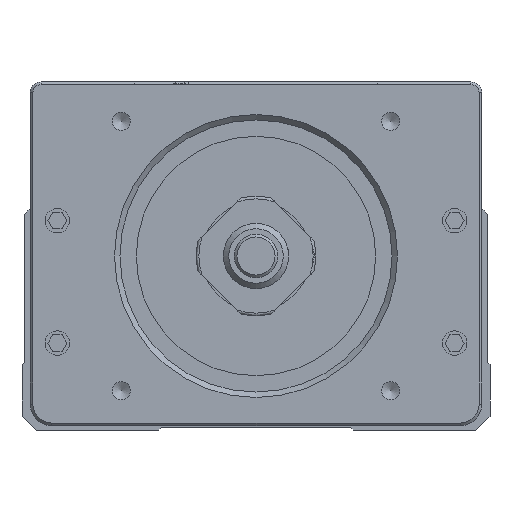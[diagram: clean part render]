
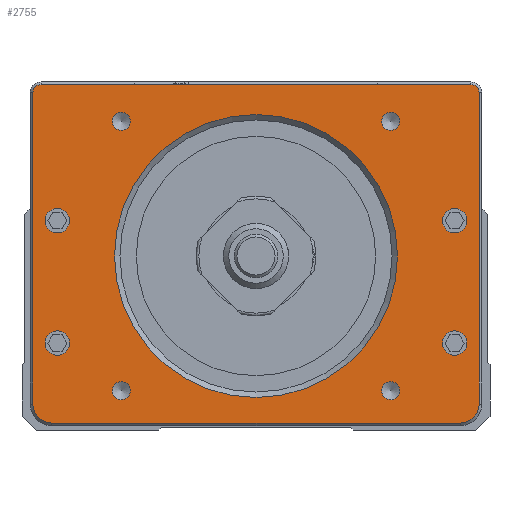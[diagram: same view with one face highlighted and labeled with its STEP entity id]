
A CAD part, front view. The second image highlights one B-rep face of the part: STEP entity #2755.
In plain terms, the highlighted planar face has unit normal (0, -1, 0).
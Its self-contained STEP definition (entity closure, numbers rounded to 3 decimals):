
#658=PLANE('',#26019);
#2755=ADVANCED_FACE('',(#9569,#9570,#9571,#9572,#9573,#9574,#9575,#9576,
#9577,#9578),#658,.F.);
#4746=LINE('',#36155,#7261);
#4747=LINE('',#36160,#7262);
#4748=LINE('',#36164,#7263);
#4749=LINE('',#36168,#7264);
#7261=VECTOR('',#28698,1.);
#7262=VECTOR('',#28701,1.);
#7263=VECTOR('',#28704,1.);
#7264=VECTOR('',#28707,1.);
#9569=FACE_BOUND('',#10349,.T.);
#9570=FACE_BOUND('',#10350,.T.);
#9571=FACE_BOUND('',#10351,.T.);
#9572=FACE_BOUND('',#10352,.T.);
#9573=FACE_BOUND('',#10353,.T.);
#9574=FACE_BOUND('',#10354,.T.);
#9575=FACE_BOUND('',#10355,.T.);
#9576=FACE_BOUND('',#10356,.T.);
#9577=FACE_BOUND('',#10357,.T.);
#9578=FACE_BOUND('',#10358,.T.);
#10349=EDGE_LOOP('',(#12603));
#10350=EDGE_LOOP('',(#12604));
#10351=EDGE_LOOP('',(#12605));
#10352=EDGE_LOOP('',(#12606));
#10353=EDGE_LOOP('',(#12607));
#10354=EDGE_LOOP('',(#12608,#12609,#12610,#12611,#12612,#12613,#12614,#12615));
#10355=EDGE_LOOP('',(#12616));
#10356=EDGE_LOOP('',(#12617));
#10357=EDGE_LOOP('',(#12618));
#10358=EDGE_LOOP('',(#12619));
#12603=ORIENTED_EDGE('',*,*,#21974,.T.);
#12604=ORIENTED_EDGE('',*,*,#21975,.T.);
#12605=ORIENTED_EDGE('',*,*,#21976,.T.);
#12606=ORIENTED_EDGE('',*,*,#21977,.T.);
#12607=ORIENTED_EDGE('',*,*,#21978,.T.);
#12608=ORIENTED_EDGE('',*,*,#21979,.T.);
#12609=ORIENTED_EDGE('',*,*,#21980,.T.);
#12610=ORIENTED_EDGE('',*,*,#21981,.T.);
#12611=ORIENTED_EDGE('',*,*,#21982,.T.);
#12612=ORIENTED_EDGE('',*,*,#21983,.T.);
#12613=ORIENTED_EDGE('',*,*,#21984,.T.);
#12614=ORIENTED_EDGE('',*,*,#21985,.T.);
#12615=ORIENTED_EDGE('',*,*,#21986,.T.);
#12616=ORIENTED_EDGE('',*,*,#21987,.T.);
#12617=ORIENTED_EDGE('',*,*,#21988,.T.);
#12618=ORIENTED_EDGE('',*,*,#21989,.T.);
#12619=ORIENTED_EDGE('',*,*,#21990,.T.);
#19504=VERTEX_POINT('',#36146);
#19505=VERTEX_POINT('',#36148);
#19506=VERTEX_POINT('',#36150);
#19507=VERTEX_POINT('',#36152);
#19508=VERTEX_POINT('',#36154);
#19509=VERTEX_POINT('',#36156);
#19510=VERTEX_POINT('',#36157);
#19511=VERTEX_POINT('',#36159);
#19512=VERTEX_POINT('',#36161);
#19513=VERTEX_POINT('',#36163);
#19514=VERTEX_POINT('',#36165);
#19515=VERTEX_POINT('',#36167);
#19516=VERTEX_POINT('',#36169);
#19517=VERTEX_POINT('',#36172);
#19518=VERTEX_POINT('',#36174);
#19519=VERTEX_POINT('',#36176);
#19520=VERTEX_POINT('',#36178);
#21974=EDGE_CURVE('',#19504,#19504,#25162,.T.);
#21975=EDGE_CURVE('',#19505,#19505,#25163,.T.);
#21976=EDGE_CURVE('',#19506,#19506,#25164,.T.);
#21977=EDGE_CURVE('',#19507,#19507,#25165,.T.);
#21978=EDGE_CURVE('',#19508,#19508,#25166,.T.);
#21979=EDGE_CURVE('',#19509,#19510,#4746,.T.);
#21980=EDGE_CURVE('',#19510,#19511,#25167,.T.);
#21981=EDGE_CURVE('',#19511,#19512,#4747,.T.);
#21982=EDGE_CURVE('',#19512,#19513,#25168,.T.);
#21983=EDGE_CURVE('',#19513,#19514,#4748,.T.);
#21984=EDGE_CURVE('',#19514,#19515,#25169,.T.);
#21985=EDGE_CURVE('',#19515,#19516,#4749,.T.);
#21986=EDGE_CURVE('',#19516,#19509,#25170,.T.);
#21987=EDGE_CURVE('',#19517,#19517,#25171,.T.);
#21988=EDGE_CURVE('',#19518,#19518,#25172,.T.);
#21989=EDGE_CURVE('',#19519,#19519,#25173,.T.);
#21990=EDGE_CURVE('',#19520,#19520,#25174,.T.);
#25162=CIRCLE('',#26006,26.);
#25163=CIRCLE('',#26007,1.65);
#25164=CIRCLE('',#26008,1.65);
#25165=CIRCLE('',#26009,1.65);
#25166=CIRCLE('',#26010,1.65);
#25167=CIRCLE('',#26011,1.5);
#25168=CIRCLE('',#26012,1.5);
#25169=CIRCLE('',#26013,3.5);
#25170=CIRCLE('',#26014,3.5);
#25171=CIRCLE('',#26015,2.25);
#25172=CIRCLE('',#26016,2.25);
#25173=CIRCLE('',#26017,2.25);
#25174=CIRCLE('',#26018,2.25);
#26006=AXIS2_PLACEMENT_3D('',#36145,#28688,#28689);
#26007=AXIS2_PLACEMENT_3D('',#36147,#28690,#28691);
#26008=AXIS2_PLACEMENT_3D('',#36149,#28692,#28693);
#26009=AXIS2_PLACEMENT_3D('',#36151,#28694,#28695);
#26010=AXIS2_PLACEMENT_3D('',#36153,#28696,#28697);
#26011=AXIS2_PLACEMENT_3D('',#36158,#28699,#28700);
#26012=AXIS2_PLACEMENT_3D('',#36162,#28702,#28703);
#26013=AXIS2_PLACEMENT_3D('',#36166,#28705,#28706);
#26014=AXIS2_PLACEMENT_3D('',#36170,#28708,#28709);
#26015=AXIS2_PLACEMENT_3D('',#36171,#28710,#28711);
#26016=AXIS2_PLACEMENT_3D('',#36173,#28712,#28713);
#26017=AXIS2_PLACEMENT_3D('',#36175,#28714,#28715);
#26018=AXIS2_PLACEMENT_3D('',#36177,#28716,#28717);
#26019=AXIS2_PLACEMENT_3D('',#36179,#28718,#28719);
#28688=DIRECTION('',(0.,1.,0.));
#28689=DIRECTION('',(0.,0.,1.));
#28690=DIRECTION('',(0.,1.,0.));
#28691=DIRECTION('',(0.,0.,1.));
#28692=DIRECTION('',(0.,1.,0.));
#28693=DIRECTION('',(0.,0.,1.));
#28694=DIRECTION('',(0.,1.,0.));
#28695=DIRECTION('',(0.,0.,1.));
#28696=DIRECTION('',(0.,1.,0.));
#28697=DIRECTION('',(0.,0.,1.));
#28698=DIRECTION('',(0.,0.,1.));
#28699=DIRECTION('',(0.,-1.,0.));
#28700=DIRECTION('',(0.,0.,1.));
#28701=DIRECTION('',(-1.,0.,0.));
#28702=DIRECTION('',(0.,-1.,0.));
#28703=DIRECTION('',(0.,0.,1.));
#28704=DIRECTION('',(0.,0.,-1.));
#28705=DIRECTION('',(0.,-1.,0.));
#28706=DIRECTION('',(0.,0.,1.));
#28707=DIRECTION('',(1.,0.,0.));
#28708=DIRECTION('',(0.,-1.,0.));
#28709=DIRECTION('',(0.,0.,1.));
#28710=DIRECTION('',(0.,1.,0.));
#28711=DIRECTION('',(0.,0.,1.));
#28712=DIRECTION('',(0.,1.,0.));
#28713=DIRECTION('',(0.,0.,1.));
#28714=DIRECTION('',(0.,1.,0.));
#28715=DIRECTION('',(0.,0.,1.));
#28716=DIRECTION('',(0.,1.,0.));
#28717=DIRECTION('',(0.,0.,1.));
#28718=DIRECTION('',(0.,1.,0.));
#28719=DIRECTION('',(0.,0.,-1.));
#36145=CARTESIAN_POINT('',(0.,-236.633,32.));
#36146=CARTESIAN_POINT('',(0.,-236.633,58.));
#36147=CARTESIAN_POINT('',(-24.749,-236.633,56.749));
#36148=CARTESIAN_POINT('',(-24.749,-236.633,58.399));
#36149=CARTESIAN_POINT('',(-24.749,-236.633,7.251));
#36150=CARTESIAN_POINT('',(-24.749,-236.633,8.901));
#36151=CARTESIAN_POINT('',(24.749,-236.633,7.251));
#36152=CARTESIAN_POINT('',(24.749,-236.633,8.901));
#36153=CARTESIAN_POINT('',(24.749,-236.633,56.749));
#36154=CARTESIAN_POINT('',(24.749,-236.633,58.399));
#36155=CARTESIAN_POINT('',(41.,-236.633,60.));
#36156=CARTESIAN_POINT('',(41.,-236.633,4.8));
#36157=CARTESIAN_POINT('',(41.,-236.633,62.));
#36158=CARTESIAN_POINT('',(39.5,-236.633,62.));
#36159=CARTESIAN_POINT('',(39.5,-236.633,63.5));
#36160=CARTESIAN_POINT('',(39.,-236.633,63.5));
#36161=CARTESIAN_POINT('',(-39.5,-236.633,63.5));
#36162=CARTESIAN_POINT('',(-39.5,-236.633,62.));
#36163=CARTESIAN_POINT('',(-41.,-236.633,62.));
#36164=CARTESIAN_POINT('',(-41.,-236.633,60.));
#36165=CARTESIAN_POINT('',(-41.,-236.633,4.8));
#36166=CARTESIAN_POINT('',(-37.5,-236.633,4.8));
#36167=CARTESIAN_POINT('',(-37.5,-236.633,1.3));
#36168=CARTESIAN_POINT('',(39.,-236.633,1.3));
#36169=CARTESIAN_POINT('',(37.5,-236.633,1.3));
#36170=CARTESIAN_POINT('',(37.5,-236.633,4.8));
#36171=CARTESIAN_POINT('',(-36.5,-236.633,38.5));
#36172=CARTESIAN_POINT('',(-36.5,-236.633,40.75));
#36173=CARTESIAN_POINT('',(-36.5,-236.633,16.));
#36174=CARTESIAN_POINT('',(-36.5,-236.633,18.25));
#36175=CARTESIAN_POINT('',(36.5,-236.633,38.5));
#36176=CARTESIAN_POINT('',(36.5,-236.633,40.75));
#36177=CARTESIAN_POINT('',(36.5,-236.633,16.));
#36178=CARTESIAN_POINT('',(36.5,-236.633,18.25));
#36179=CARTESIAN_POINT('',(39.,-236.633,60.));
